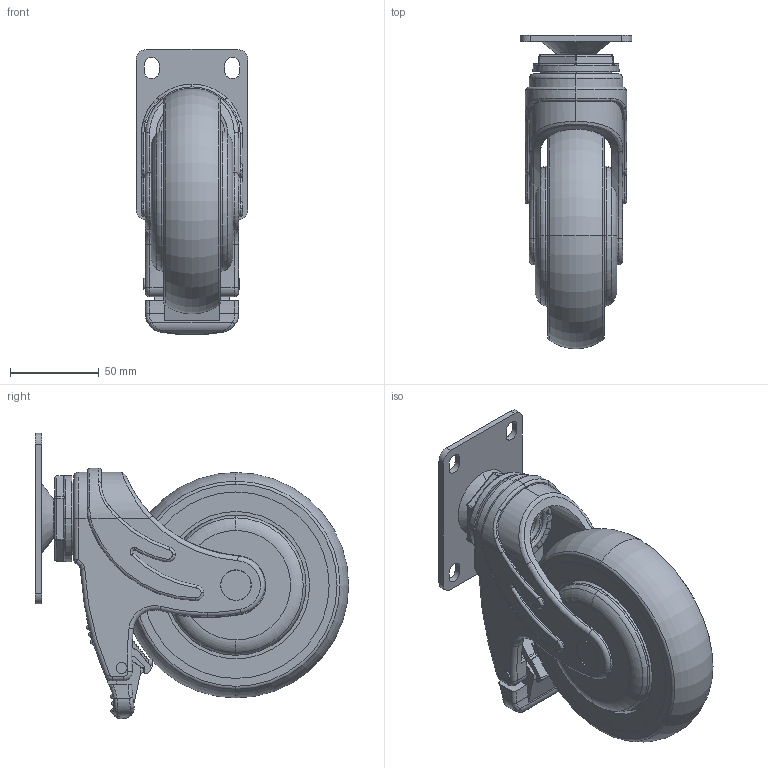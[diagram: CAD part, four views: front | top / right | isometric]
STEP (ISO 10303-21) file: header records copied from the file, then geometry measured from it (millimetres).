
FILE_DESCRIPTION (( 'STEP AP203' ), '1' );
FILE_NAME ('ACMC-127SFB.STEP', '2020-02-19T03:05:23', ( '' ), ( '' ), 'SwSTEP 2.0', 'SolidWorks 2019', '' );
FILE_SCHEMA (( 'CONFIG_CONTROL_DESIGN' ));
Length unit declared in the file: millimetre
Products named in the file (6): ACMC-127 F TOP PLATE; ACMC-127 TOP PLATE COVER; ACMC-127 WHEEL; ACMC-127SFB; ACMC-127 BRAKE FRAME; ACMC-127 BRAKE
Assembly tree (5 placements, depth 2):
  ACMC-127SFB
    ACMC-127 BRAKE FRAME
    ACMC-127 BRAKE
    ACMC-127 F TOP PLATE
    ACMC-127 TOP PLATE COVER
    ACMC-127 WHEEL
Bounding box: 63 x 176.5 x 160.64 mm (x, y, z)
Volume: 620509.5 mm3; surface area: 114170.3 mm2
Topology: 6 solids, 6 shells, 641 faces, 1650 edges, 1045 vertices
Faces by surface type: cylinder 239, plane 225, torus 123, bspline 28, cone 20, sphere 6
Entity records: 22513 total; most frequent: CARTESIAN_POINT 6134, DIRECTION 3465, ORIENTED_EDGE 3284, EDGE_CURVE 1642, AXIS2_PLACEMENT_3D 1402, VERTEX_POINT 1045, CIRCLE 781, EDGE_LOOP 681
